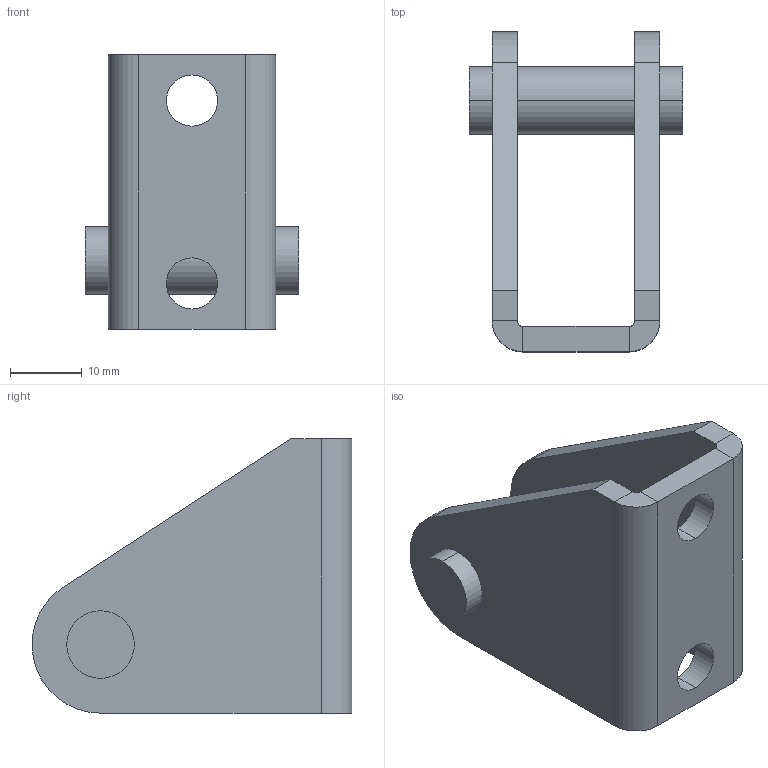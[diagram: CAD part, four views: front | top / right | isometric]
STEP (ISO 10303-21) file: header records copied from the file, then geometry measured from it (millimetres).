
FILE_DESCRIPTION (( 'STEP AP214' ), '1' );
FILE_NAME ('FPBP-3.step', '2017-08-21T12:58:02', ( '' ), ( '' ), 'SwSTEP 2.0', 'SolidWorks 2017', '' );
FILE_SCHEMA (( 'AUTOMOTIVE_DESIGN' ));
Length unit declared in the file: inch
Products named in the file (1): FPBP-3
Bounding box: 29.6 x 44.45 x 38.1 mm (x, y, z)
Volume: 11929.8 mm3; surface area: 7855.4 mm2
Topology: 2 solids, 2 shells, 36 faces, 80 edges, 48 vertices
Faces by surface type: plane 20, cylinder 16
Entity records: 1055 total; most frequent: DIRECTION 186, CARTESIAN_POINT 165, ORIENTED_EDGE 160, EDGE_CURVE 80, AXIS2_PLACEMENT_3D 69, VECTOR 48, VERTEX_POINT 48, LINE 48
